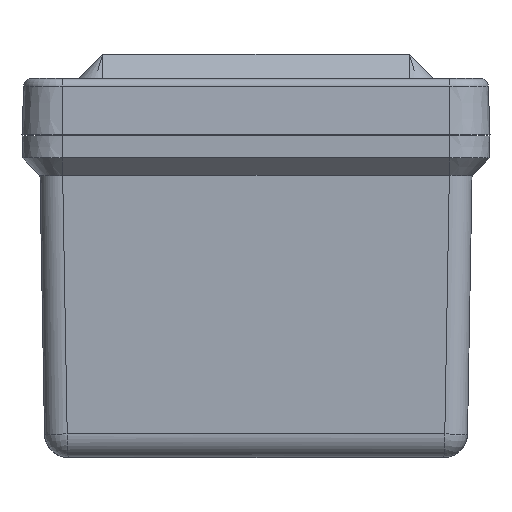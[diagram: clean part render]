
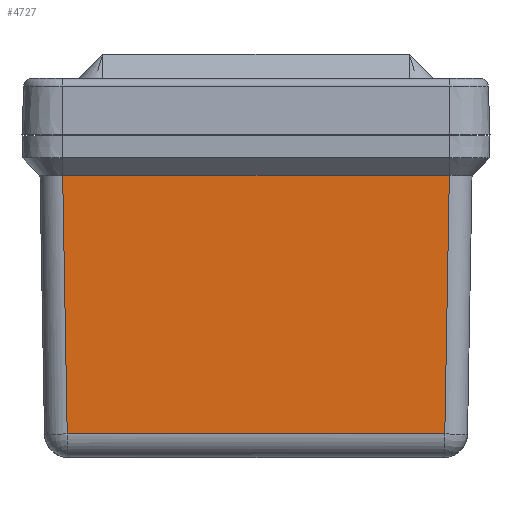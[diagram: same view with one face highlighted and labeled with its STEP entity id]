
A CAD part, front view. The second image highlights one B-rep face of the part: STEP entity #4727.
In plain terms, the highlighted face is planar.
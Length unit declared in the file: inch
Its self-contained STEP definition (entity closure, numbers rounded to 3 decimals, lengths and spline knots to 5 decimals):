
#378=LINE($,#8362,#702);
#379=LINE($,#8365,#703);
#380=LINE($,#8367,#704);
#381=LINE($,#8368,#705);
#702=VECTOR($,#6216,2.92494);
#703=VECTOR($,#6219,2.00268);
#704=VECTOR($,#6220,2.99483);
#705=VECTOR($,#6221,2.00268);
#938=PLANE($,#5153);
#1178=FACE_OUTER_BOUND($,#1488,.T.);
#1488=EDGE_LOOP($,(#3698,#3699,#3700,#3701));
#2174=VERTEX_POINT($,#8017);
#2176=VERTEX_POINT($,#8243);
#2178=VERTEX_POINT($,#8364);
#2179=VERTEX_POINT($,#8366);
#2737=EDGE_CURVE($,#2176,#2174,#378,.T.);
#2738=EDGE_CURVE($,#2178,#2176,#379,.T.);
#2739=EDGE_CURVE($,#2179,#2178,#380,.T.);
#2740=EDGE_CURVE($,#2174,#2179,#381,.T.);
#3698=ORIENTED_EDGE($,*,*,#2737,.F.);
#3699=ORIENTED_EDGE($,*,*,#2738,.F.);
#3700=ORIENTED_EDGE($,*,*,#2739,.F.);
#3701=ORIENTED_EDGE($,*,*,#2740,.F.);
#4727=ADVANCED_FACE($,(#1178),#938,.T.);
#5153=AXIS2_PLACEMENT_3D($,#8363,#6217,#6218);
#6216=DIRECTION($,(-1.,0.,0.));
#6217=DIRECTION('center_axis',(0.,-0.017,1.));
#6218=DIRECTION('ref_axis',(-1.,0.,0.));
#6219=DIRECTION($,(-0.017,-1.,-0.017));
#6220=DIRECTION($,(1.,0.,0.));
#6221=DIRECTION($,(-0.017,1.,0.017));
#8017=CARTESIAN_POINT('',(-1.46247,0.18423,4.03051));
#8243=CARTESIAN_POINT('',(1.46247,0.18423,4.03051));
#8362=CARTESIAN_POINT($,(1.46247,0.18423,4.03051));
#8363=CARTESIAN_POINT('Origin',(1.5,2.1863,4.06546));
#8364=CARTESIAN_POINT('',(1.49742,2.1863,4.06546));
#8365=CARTESIAN_POINT($,(1.49742,2.1863,4.06546));
#8366=CARTESIAN_POINT('',(-1.49742,2.1863,4.06546));
#8367=CARTESIAN_POINT($,(-1.49742,2.1863,4.06546));
#8368=CARTESIAN_POINT($,(-1.46247,0.18423,4.03051));
